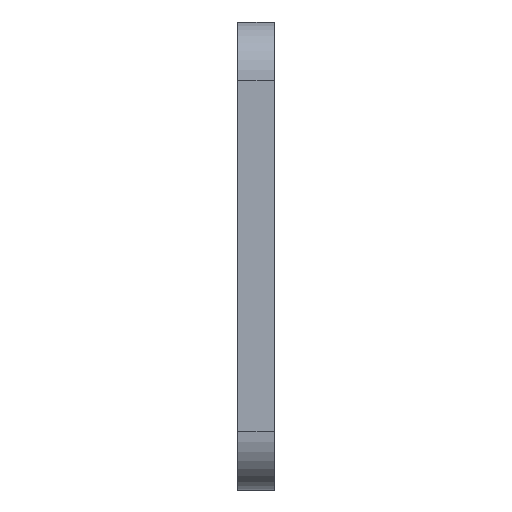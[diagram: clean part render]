
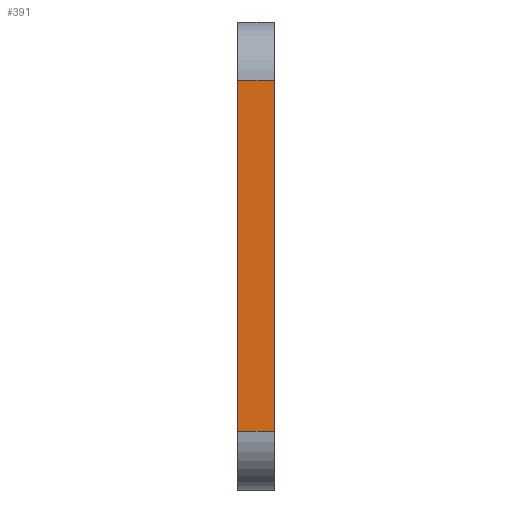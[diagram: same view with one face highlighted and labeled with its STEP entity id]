
A CAD part, left-side view. The second image highlights one B-rep face of the part: STEP entity #391.
In plain terms, the highlighted planar face has unit normal (-1, 0, 0).
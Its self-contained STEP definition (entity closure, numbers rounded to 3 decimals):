
#7 = ORIENTED_EDGE ( 'NONE', *, *, #215, .F. ) ;
#19 = ORIENTED_EDGE ( 'NONE', *, *, #168, .F. ) ;
#30 = EDGE_CURVE ( 'NONE', #1754, #1853, #1628, .T. ) ;
#53 = EDGE_CURVE ( 'NONE', #1853, #1231, #1614, .T. ) ;
#82 = CARTESIAN_POINT ( 'NONE',  ( -246.5, 0., -6. ) ) ;
#168 = EDGE_CURVE ( 'NONE', #881, #1231, #1606, .T. ) ;
#215 = EDGE_CURVE ( 'NONE', #1754, #881, #1550, .T. ) ;
#259 = CARTESIAN_POINT ( 'NONE',  ( -246.5, 1.25, -6. ) ) ;
#305 = CARTESIAN_POINT ( 'NONE',  ( -246.5, 1.25, -6. ) ) ;
#330 = DIRECTION ( 'NONE',  ( 0., -1., 0. ) ) ;
#363 = ORIENTED_EDGE ( 'NONE', *, *, #30, .T. ) ;
#373 = CARTESIAN_POINT ( 'NONE',  ( -246.5, 1.25, 6. ) ) ;
#391 = ADVANCED_FACE ( 'NONE', ( #1350 ), #1453, .F. ) ;
#480 = CARTESIAN_POINT ( 'NONE',  ( -246.5, 0., -6. ) ) ;
#791 = EDGE_LOOP ( 'NONE', ( #883, #19, #7, #363 ) ) ;
#802 = CARTESIAN_POINT ( 'NONE',  ( -246.5, 1.25, 6. ) ) ;
#881 = VERTEX_POINT ( 'NONE', #802 ) ;
#883 = ORIENTED_EDGE ( 'NONE', *, *, #53, .T. ) ;
#1075 = CARTESIAN_POINT ( 'NONE',  ( -246.5, 1.25, -6. ) ) ;
#1161 = DIRECTION ( 'NONE',  ( 0., 0., 1. ) ) ;
#1188 = DIRECTION ( 'NONE',  ( 0., 0., -1. ) ) ;
#1194 = DIRECTION ( 'NONE',  ( 1., 0., 0. ) ) ;
#1231 = VERTEX_POINT ( 'NONE', #1664 ) ;
#1305 = CARTESIAN_POINT ( 'NONE',  ( -246.5, 1.25, -6. ) ) ;
#1350 = FACE_OUTER_BOUND ( 'NONE', #791, .T. ) ;
#1453 = PLANE ( 'NONE',  #1686 ) ;
#1550 = LINE ( 'NONE', #259, #1568 ) ;
#1552 = VECTOR ( 'NONE', #330, 1000. ) ;
#1568 = VECTOR ( 'NONE', #1161, 1000. ) ;
#1606 = LINE ( 'NONE', #373, #1552 ) ;
#1612 = VECTOR ( 'NONE', #1854, 1000. ) ;
#1614 = LINE ( 'NONE', #82, #1612 ) ;
#1628 = LINE ( 'NONE', #305, #1637 ) ;
#1637 = VECTOR ( 'NONE', #1651, 1000. ) ;
#1651 = DIRECTION ( 'NONE',  ( 0., -1., 0. ) ) ;
#1664 = CARTESIAN_POINT ( 'NONE',  ( -246.5, 0., 6. ) ) ;
#1686 = AXIS2_PLACEMENT_3D ( 'NONE', #1305, #1194, #1188 ) ;
#1754 = VERTEX_POINT ( 'NONE', #1075 ) ;
#1853 = VERTEX_POINT ( 'NONE', #480 ) ;
#1854 = DIRECTION ( 'NONE',  ( 0., 0., 1. ) ) ;
